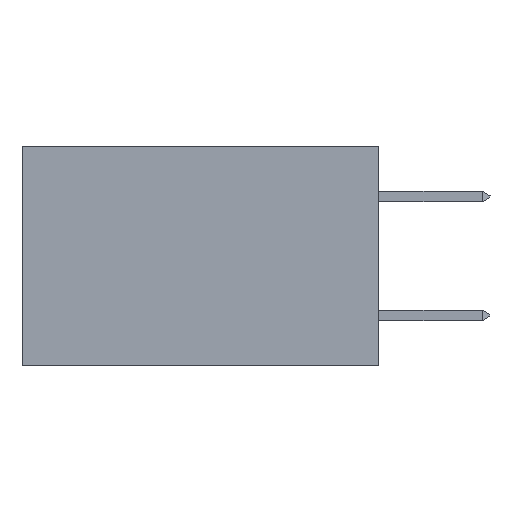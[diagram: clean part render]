
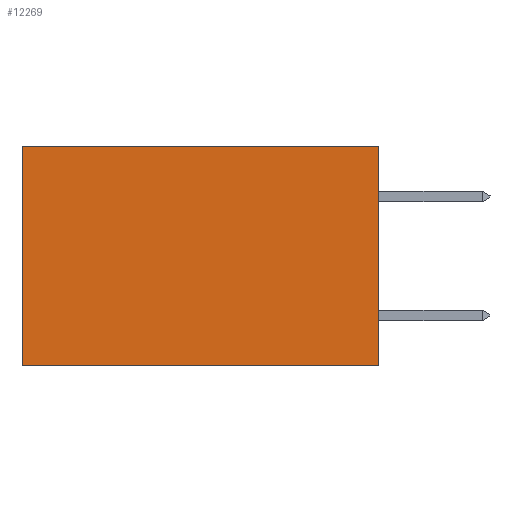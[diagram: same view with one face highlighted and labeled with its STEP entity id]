
A CAD part, left-side view. The second image highlights one B-rep face of the part: STEP entity #12269.
In plain terms, the highlighted planar face has unit normal (-1, 0, 0).
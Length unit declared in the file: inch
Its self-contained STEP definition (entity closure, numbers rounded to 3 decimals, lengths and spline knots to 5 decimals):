
#390 = EDGE_LOOP ( 'NONE', ( #11166, #18791, #10829, #11625 ) ) ;
#1249 = EDGE_CURVE ( 'NONE', #13400, #12871, #5770, .T. ) ;
#1320 = AXIS2_PLACEMENT_3D ( 'NONE', #1410, #16695, #3523 ) ;
#1336 = VECTOR ( 'NONE', #4347, 39.37008 ) ;
#1410 = CARTESIAN_POINT ( 'NONE',  ( 0.2615, 0., -0.37 ) ) ;
#3523 = DIRECTION ( 'NONE',  ( 0., 0., -1. ) ) ;
#3760 = DIRECTION ( 'NONE',  ( 0., 1., 0. ) ) ;
#4347 = DIRECTION ( 'NONE',  ( 0., 1., 0. ) ) ;
#4354 = EDGE_CURVE ( 'NONE', #13400, #21081, #13513, .T. ) ;
#4778 = DIRECTION ( 'NONE',  ( 0., 0., -1. ) ) ;
#5149 = EDGE_CURVE ( 'NONE', #21081, #17211, #18423, .T. ) ;
#5770 = LINE ( 'NONE', #5885, #19406 ) ;
#5885 = CARTESIAN_POINT ( 'NONE',  ( 0.2615, 0., -0.37 ) ) ;
#6603 = CARTESIAN_POINT ( 'NONE',  ( 0.2615, 0.6, -0.37 ) ) ;
#8097 = CARTESIAN_POINT ( 'NONE',  ( 0.2615, 0.6, 0. ) ) ;
#8920 = CARTESIAN_POINT ( 'NONE',  ( 0.2615, 0., -0.37 ) ) ;
#10829 = ORIENTED_EDGE ( 'NONE', *, *, #1249, .F. ) ;
#11166 = ORIENTED_EDGE ( 'NONE', *, *, #5149, .T. ) ;
#11625 = ORIENTED_EDGE ( 'NONE', *, *, #4354, .T. ) ;
#11849 = FACE_OUTER_BOUND ( 'NONE', #390, .T. ) ;
#12269 = ADVANCED_FACE ( 'NONE', ( #11849 ), #18134, .F. ) ;
#12309 = EDGE_CURVE ( 'NONE', #12871, #17211, #15778, .T. ) ;
#12871 = VERTEX_POINT ( 'NONE', #8920 ) ;
#13400 = VERTEX_POINT ( 'NONE', #13651 ) ;
#13513 = LINE ( 'NONE', #18800, #18828 ) ;
#13651 = CARTESIAN_POINT ( 'NONE',  ( 0.2615, 0., 0. ) ) ;
#14337 = CARTESIAN_POINT ( 'NONE',  ( 0.2615, 0., -0.37 ) ) ;
#15778 = LINE ( 'NONE', #14337, #1336 ) ;
#16695 = DIRECTION ( 'NONE',  ( 1., 0., 0. ) ) ;
#16962 = VECTOR ( 'NONE', #4778, 39.37008 ) ;
#17211 = VERTEX_POINT ( 'NONE', #6603 ) ;
#18134 = PLANE ( 'NONE',  #1320 ) ;
#18423 = LINE ( 'NONE', #21630, #16962 ) ;
#18791 = ORIENTED_EDGE ( 'NONE', *, *, #12309, .F. ) ;
#18800 = CARTESIAN_POINT ( 'NONE',  ( 0.2615, 0., 0. ) ) ;
#18828 = VECTOR ( 'NONE', #3760, 39.37008 ) ;
#19406 = VECTOR ( 'NONE', #20846, 39.37008 ) ;
#20846 = DIRECTION ( 'NONE',  ( 0., 0., -1. ) ) ;
#21081 = VERTEX_POINT ( 'NONE', #8097 ) ;
#21630 = CARTESIAN_POINT ( 'NONE',  ( 0.2615, 0.6, -0.37 ) ) ;
